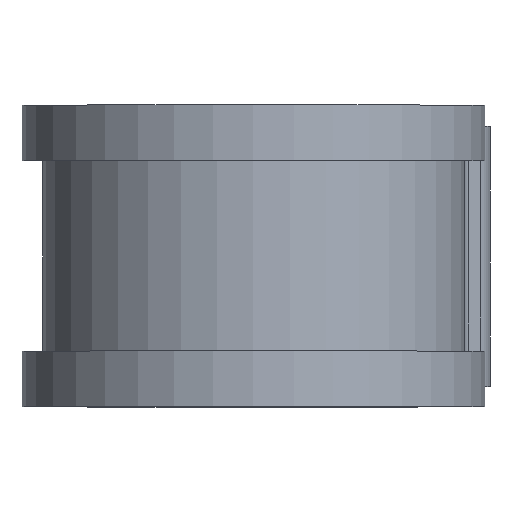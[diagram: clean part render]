
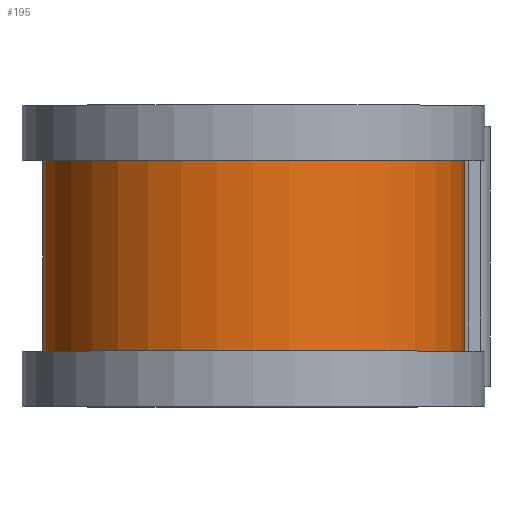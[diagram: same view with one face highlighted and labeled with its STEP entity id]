
A CAD part, top view. The second image highlights one B-rep face of the part: STEP entity #195.
In plain terms, the highlighted cylindrical face has radius 15.443 mm (diameter 30.886 mm), a partial arc.
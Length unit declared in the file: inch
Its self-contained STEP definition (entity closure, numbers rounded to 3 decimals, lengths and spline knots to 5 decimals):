
#66 = CARTESIAN_POINT ( 'NONE',  ( 0., 0.275, -0.608 ) ) ;
#71 = VECTOR ( 'NONE', #1353, 39.37008 ) ;
#127 = CARTESIAN_POINT ( 'NONE',  ( 0.608, 0.375, 0. ) ) ;
#143 = CARTESIAN_POINT ( 'NONE',  ( 0., 0.375, 0. ) ) ;
#174 = ORIENTED_EDGE ( 'NONE', *, *, #309, .T. ) ;
#195 = ADVANCED_FACE ( 'NONE', ( #741 ), #686, .T. ) ;
#307 = AXIS2_PLACEMENT_3D ( 'NONE', #782, #1756, #927 ) ;
#309 = EDGE_CURVE ( 'NONE', #1643, #1684, #818, .T. ) ;
#313 = EDGE_CURVE ( 'NONE', #365, #576, #1142, .T. ) ;
#347 = DIRECTION ( 'NONE',  ( 0., 0., -1. ) ) ;
#365 = VERTEX_POINT ( 'NONE', #794 ) ;
#503 = AXIS2_PLACEMENT_3D ( 'NONE', #765, #759, #753 ) ;
#576 = VERTEX_POINT ( 'NONE', #1325 ) ;
#595 = CARTESIAN_POINT ( 'NONE',  ( 0., -0.275, -0.608 ) ) ;
#662 = DIRECTION ( 'NONE',  ( 0., -1., 0. ) ) ;
#686 = CYLINDRICAL_SURFACE ( 'NONE', #935, 0.608 ) ;
#741 = FACE_OUTER_BOUND ( 'NONE', #960, .T. ) ;
#753 = DIRECTION ( 'NONE',  ( 0., 0., -1. ) ) ;
#759 = DIRECTION ( 'NONE',  ( 0., -1., 0. ) ) ;
#765 = CARTESIAN_POINT ( 'NONE',  ( 0., 0.275, 0. ) ) ;
#769 = VECTOR ( 'NONE', #1448, 39.37008 ) ;
#782 = CARTESIAN_POINT ( 'NONE',  ( 0., -0.275, 0. ) ) ;
#794 = CARTESIAN_POINT ( 'NONE',  ( 0.608, 0.275, 0. ) ) ;
#818 = LINE ( 'NONE', #1470, #769 ) ;
#927 = DIRECTION ( 'NONE',  ( 0., 0., -1. ) ) ;
#935 = AXIS2_PLACEMENT_3D ( 'NONE', #143, #662, #347 ) ;
#943 = EDGE_CURVE ( 'NONE', #365, #1643, #1268, .T. ) ;
#960 = EDGE_LOOP ( 'NONE', ( #1639, #1015, #174, #1218 ) ) ;
#1015 = ORIENTED_EDGE ( 'NONE', *, *, #943, .T. ) ;
#1111 = CIRCLE ( 'NONE', #307, 0.608 ) ;
#1142 = LINE ( 'NONE', #127, #71 ) ;
#1218 = ORIENTED_EDGE ( 'NONE', *, *, #1223, .F. ) ;
#1223 = EDGE_CURVE ( 'NONE', #576, #1684, #1111, .T. ) ;
#1268 = CIRCLE ( 'NONE', #503, 0.608 ) ;
#1325 = CARTESIAN_POINT ( 'NONE',  ( 0.608, -0.275, 0. ) ) ;
#1353 = DIRECTION ( 'NONE',  ( 0., -1., 0. ) ) ;
#1448 = DIRECTION ( 'NONE',  ( 0., -1., 0. ) ) ;
#1470 = CARTESIAN_POINT ( 'NONE',  ( 0., 0.375, -0.608 ) ) ;
#1639 = ORIENTED_EDGE ( 'NONE', *, *, #313, .F. ) ;
#1643 = VERTEX_POINT ( 'NONE', #66 ) ;
#1684 = VERTEX_POINT ( 'NONE', #595 ) ;
#1756 = DIRECTION ( 'NONE',  ( 0., -1., 0. ) ) ;
